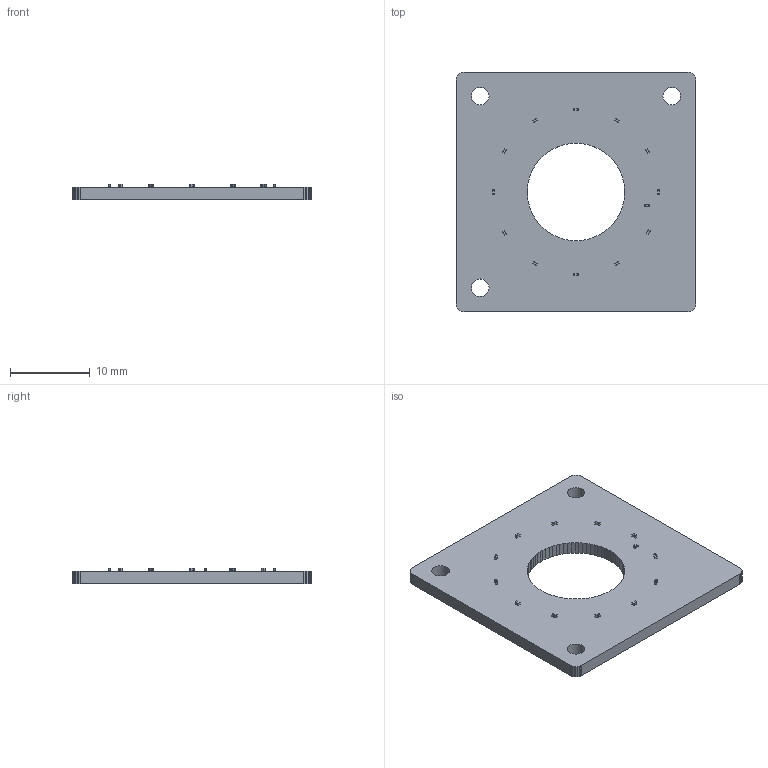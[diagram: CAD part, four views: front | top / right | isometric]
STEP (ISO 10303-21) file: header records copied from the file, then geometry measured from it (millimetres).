
FILE_DESCRIPTION(('KiCad electronic assembly'),'2;1');
FILE_NAME('pedalboard-led-ring-3D.step','2023-06-03T11:36:09',('Pcbnew') ,('Kicad'),'Open CASCADE STEP processor 7.5','KiCad to STEP converter' ,'Unknown');
FILE_SCHEMA(('AUTOMOTIVE_DESIGN { 1 0 10303 214 1 1 1 1 }'));
Length unit declared in the file: millimetre
Products named in the file (6): pedalboard-led-ring-3D 1; C_0201_0603Metric; SOLID; R_0201_0603Metric; tmpisxgs9pw PCB
Assembly tree (16 placements, depth 3):
  pedalboard-led-ring-3D 1
    C_0201_0603Metric  x12
      SOLID
    R_0201_0603Metric
      SOLID
    tmpisxgs9pw PCB
Bounding box: 30 x 30 x 1.93 mm (x, y, z)
Volume: 1218.7 mm3; surface area: 1833.4 mm2
Topology: 14 solids, 14 shells, 481 faces, 1283 edges, 854 vertices
Faces by surface type: plane 326, cylinder 155
Full cylindrical faces by diameter (mm): 2.2 x3
Entity records: 12603 total; most frequent: CARTESIAN_POINT 2145, DIRECTION 1873, LINE 1381, VECTOR 1381, ORIENTED_EDGE 982, PCURVE 982, DEFINITIONAL_REPRESENTATION 982, EDGE_CURVE 491
